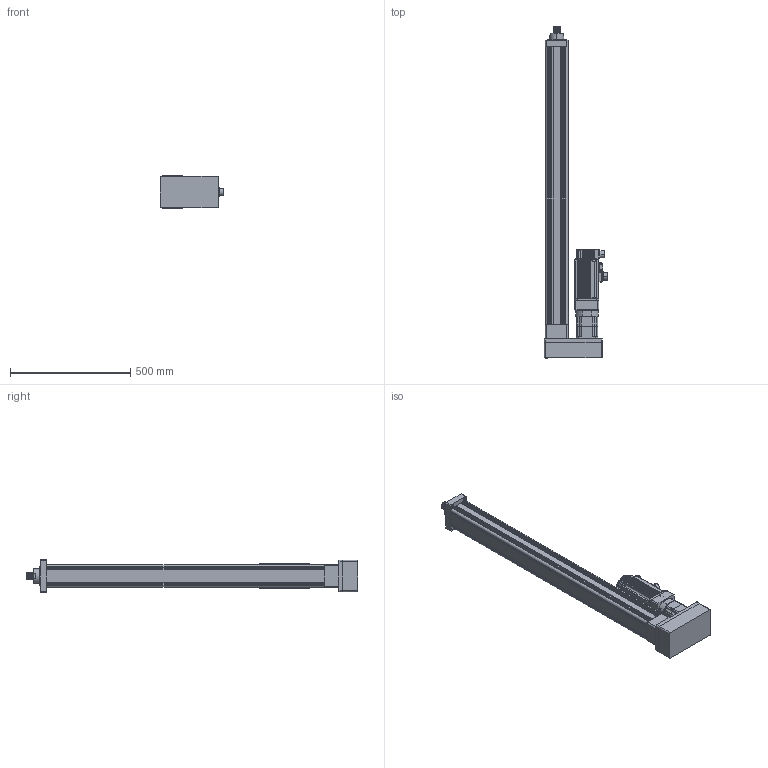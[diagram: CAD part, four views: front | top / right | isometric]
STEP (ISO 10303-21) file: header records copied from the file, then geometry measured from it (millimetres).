
FILE_DESCRIPTION (( 'STEP AP203' ), '1' );
FILE_NAME ('RLA95-10QF-20KN-R1000-41mm-s.STEP', '2025-02-08T07:59:56', ( '微软用户' ), ( '微软中国' ), 'SwSTEP 2.0', 'SolidWorks 2022', '' );
FILE_SCHEMA (( 'CONFIG_CONTROL_DESIGN' ));
Length unit declared in the file: millimetre
Products named in the file (4): 1KW-3000带刹车; PGH90-L2-22-95-115-M8-A22; 95缸行程1000折叠前法兰安装; RLA95-10QF-20KN-R1000-41mm-s
Assembly tree (3 placements, depth 2):
  RLA95-10QF-20KN-R1000-41mm-s
    95缸行程1000折叠前法兰安装
    PGH90-L2-22-95-115-M8-A22
    1KW-3000带刹车
Bounding box: 265.5 x 1383 x 135 mm (x, y, z)
Volume: 8542911.2 mm3; surface area: 1574631.1 mm2
Topology: 21 solids, 43 shells, 1991 faces, 5268 edges, 3221 vertices
Faces by surface type: bspline 1225, plane 343, cylinder 321, cone 66, torus 36
Entity records: 77196 total; most frequent: CARTESIAN_POINT 40327, ORIENTED_EDGE 9830, EDGE_CURVE 5157, DIRECTION 4156, VERTEX_POINT 3229, EDGE_LOOP 2230, B_SPLINE_CURVE_WITH_KNOTS 2039, FACE_OUTER_BOUND 1993
